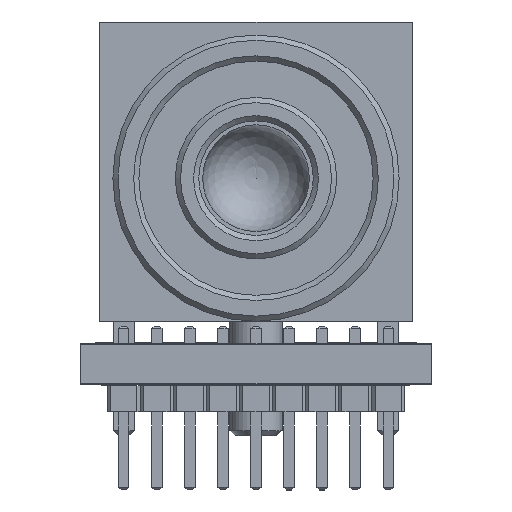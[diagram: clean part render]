
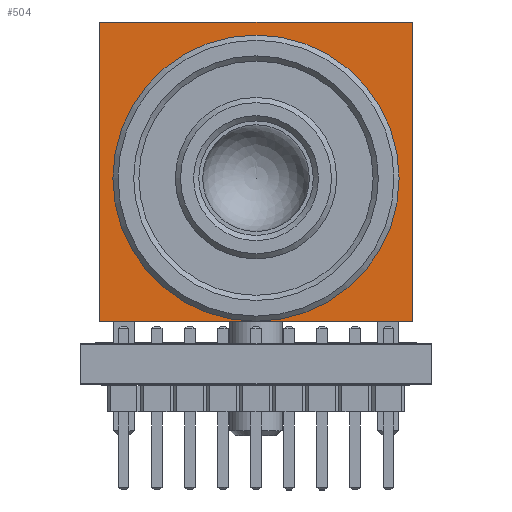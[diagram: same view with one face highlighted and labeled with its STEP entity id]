
A CAD part, front view. The second image highlights one B-rep face of the part: STEP entity #504.
In plain terms, the highlighted face is planar.
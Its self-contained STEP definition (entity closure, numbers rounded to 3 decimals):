
#135 = VERTEX_POINT('',#136);
#136 = CARTESIAN_POINT('',(-13.5,6.,0.8));
#142 = EDGE_CURVE('',#143,#135,#145,.T.);
#143 = VERTEX_POINT('',#144);
#144 = CARTESIAN_POINT('',(-13.5,6.,12.3));
#145 = LINE('',#146,#147);
#146 = CARTESIAN_POINT('',(-13.5,6.,12.3));
#147 = VECTOR('',#148,1.);
#148 = DIRECTION('',(0.,0.,-1.));
#199 = VERTEX_POINT('',#200);
#200 = CARTESIAN_POINT('',(-13.5,-6.,0.8));
#206 = EDGE_CURVE('',#207,#199,#209,.T.);
#207 = VERTEX_POINT('',#208);
#208 = CARTESIAN_POINT('',(-13.5,0.,0.8));
#209 = LINE('',#210,#211);
#210 = CARTESIAN_POINT('',(-13.5,6.,0.8));
#211 = VECTOR('',#212,1.);
#212 = DIRECTION('',(0.,-1.,0.));
#214 = EDGE_CURVE('',#135,#207,#215,.T.);
#215 = LINE('',#216,#217);
#216 = CARTESIAN_POINT('',(-13.5,6.,0.8));
#217 = VECTOR('',#218,1.);
#218 = DIRECTION('',(0.,-1.,0.));
#421 = EDGE_CURVE('',#422,#143,#424,.T.);
#422 = VERTEX_POINT('',#423);
#423 = CARTESIAN_POINT('',(-13.5,-6.,12.3));
#424 = LINE('',#425,#426);
#425 = CARTESIAN_POINT('',(-13.5,-6.,12.3));
#426 = VECTOR('',#427,1.);
#427 = DIRECTION('',(0.,1.,0.));
#475 = EDGE_CURVE('',#199,#422,#476,.T.);
#476 = LINE('',#477,#478);
#477 = CARTESIAN_POINT('',(-13.5,-6.,0.8));
#478 = VECTOR('',#479,1.);
#479 = DIRECTION('',(0.,0.,1.));
#504 = ADVANCED_FACE('',(#505,#512),#530,.F.);
#505 = FACE_BOUND('',#506,.F.);
#506 = EDGE_LOOP('',(#507,#508,#509,#510,#511));
#507 = ORIENTED_EDGE('',*,*,#142,.F.);
#508 = ORIENTED_EDGE('',*,*,#421,.F.);
#509 = ORIENTED_EDGE('',*,*,#475,.F.);
#510 = ORIENTED_EDGE('',*,*,#206,.F.);
#511 = ORIENTED_EDGE('',*,*,#214,.F.);
#512 = FACE_BOUND('',#513,.F.);
#513 = EDGE_LOOP('',(#514,#523));
#514 = ORIENTED_EDGE('',*,*,#515,.T.);
#515 = EDGE_CURVE('',#516,#207,#518,.T.);
#516 = VERTEX_POINT('',#517);
#517 = CARTESIAN_POINT('',(-13.5,-5.5,6.3));
#518 = CIRCLE('',#519,5.5);
#519 = AXIS2_PLACEMENT_3D('',#520,#521,#522);
#520 = CARTESIAN_POINT('',(-13.5,0.,6.3));
#521 = DIRECTION('',(-1.,0.,0.));
#522 = DIRECTION('',(0.,-1.,0.));
#523 = ORIENTED_EDGE('',*,*,#524,.T.);
#524 = EDGE_CURVE('',#207,#516,#525,.T.);
#525 = CIRCLE('',#526,5.5);
#526 = AXIS2_PLACEMENT_3D('',#527,#528,#529);
#527 = CARTESIAN_POINT('',(-13.5,0.,6.3));
#528 = DIRECTION('',(-1.,0.,0.));
#529 = DIRECTION('',(0.,-1.,0.));
#530 = PLANE('',#531);
#531 = AXIS2_PLACEMENT_3D('',#532,#533,#534);
#532 = CARTESIAN_POINT('',(-13.5,0.,6.55));
#533 = DIRECTION('',(1.,0.,0.));
#534 = DIRECTION('',(0.,0.,1.));
